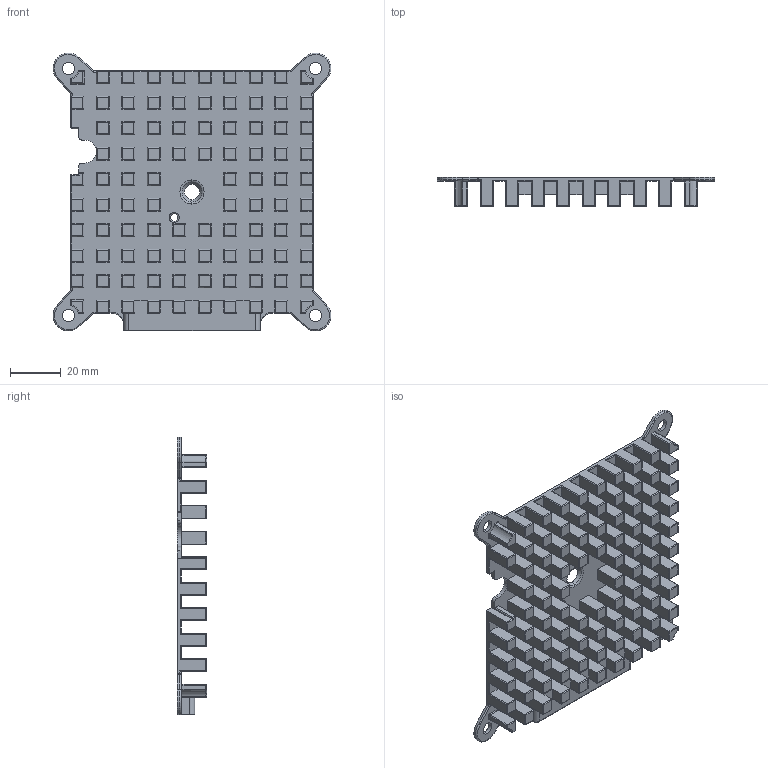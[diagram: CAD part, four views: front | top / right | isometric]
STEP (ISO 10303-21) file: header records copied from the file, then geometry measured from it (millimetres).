
FILE_DESCRIPTION (( 'STEP AP214' ), '1' );
FILE_NAME ('Astro_Pi_2.0_Enclosure_3D_PRINT_SECTION_1 V1.STEP', '2016-09-01T14:12:20', ( 'Jonathan Wells' ), ( 'Hewlett-Packard Company' ), 'SwSTEP 2.0', 'SolidWorks 2015', '' );
FILE_SCHEMA (( 'AUTOMOTIVE_DESIGN' ));
Length unit declared in the file: millimetre
Products named in the file (1): Astro_Pi_2.0_Enclosure_3D_PRINT_SECTION_1 V1
Bounding box: 108.98 x 11.5 x 108.99 mm (x, y, z)
Volume: 40214.2 mm3; surface area: 38531.6 mm2
Topology: 1 solids, 1 shells, 1130 faces, 2643 edges, 1494 vertices
Faces by surface type: cylinder 542, plane 471, sphere 76, torus 23, bspline 16, cone 2
Entity records: 30850 total; most frequent: CARTESIAN_POINT 6708, ORIENTED_EDGE 5118, DIRECTION 4804, EDGE_CURVE 2559, VECTOR 1760, LINE 1760, AXIS2_PLACEMENT_3D 1522, VERTEX_POINT 1494
